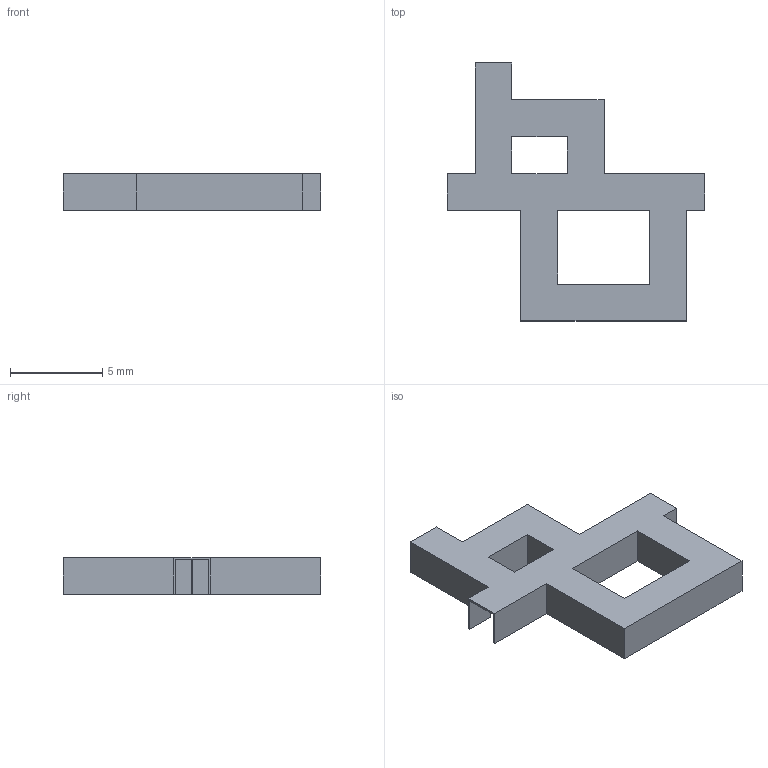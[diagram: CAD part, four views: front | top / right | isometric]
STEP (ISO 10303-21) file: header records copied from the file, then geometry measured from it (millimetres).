
FILE_DESCRIPTION(/* description */ (''),/* implementation_level */ '2;1');
FILE_NAME(/* name */ 'mapping_task_80 v5.step',/* time_stamp */ '2024-01-03T15:59:27+01:00',/* author */ (''),/* organization */ (''),/* preprocessor_version */ 'ST-DEVELOPER v20',/* originating_system */ 'Autodesk Translation Framework v12.14.0.127',/* authorisation */ '');
FILE_SCHEMA (('AUTOMOTIVE_DESIGN { 1 0 10303 214 3 1 1 }'));
Length unit declared in the file: millimetre
Products named in the file (1): mapping_task_80
Bounding box: 14 x 14 x 2 mm (x, y, z)
Volume: 27.9 mm3; surface area: 529.7 mm2
Topology: 1 solids, 1 shells, 66 faces, 183 edges, 122 vertices
Faces by surface type: plane 65, cylinder 1
Entity records: 2110 total; most frequent: CARTESIAN_POINT 372, ORIENTED_EDGE 366, DIRECTION 319, EDGE_CURVE 183, LINE 181, VECTOR 181, VERTEX_POINT 122, EDGE_LOOP 73
